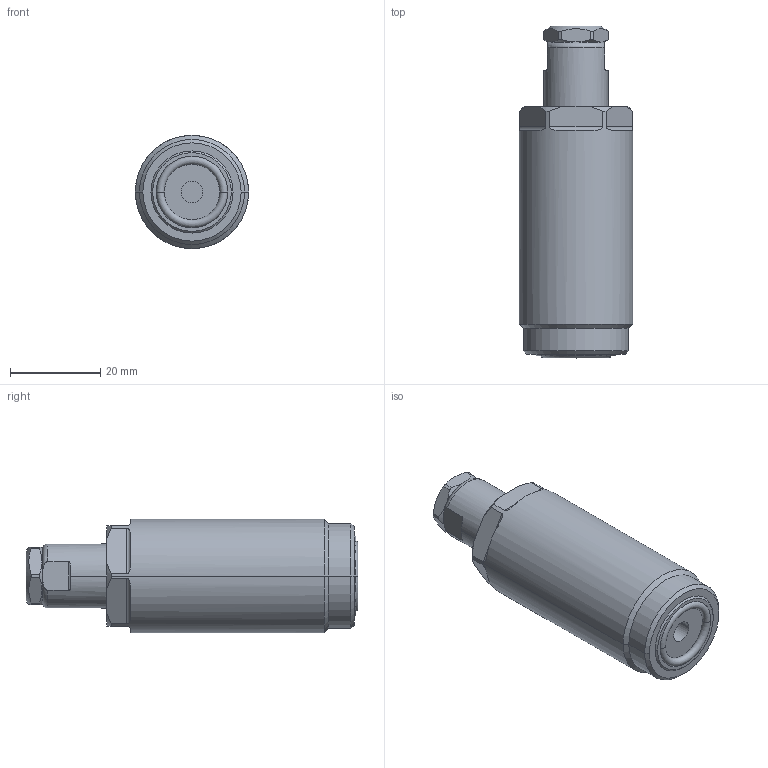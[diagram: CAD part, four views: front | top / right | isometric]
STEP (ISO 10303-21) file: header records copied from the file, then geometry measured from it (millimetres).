
FILE_DESCRIPTION((''),'2;1');
FILE_NAME('ILC10070616','2020-06-22T',('Asawyer'),(''),'PRO/ENGINEER BY PARAMETRIC TECHNOLOGY CORPORATION, 2013320','PRO/ENGINEER BY PARAMETRIC TECHNOLOGY CORPORATION, 2013320','');
FILE_SCHEMA(('CONFIG_CONTROL_DESIGN'));
Length unit declared in the file: inch
Products named in the file (1): ILC10070616
Bounding box: 25.15 x 73.74 x 25.15 mm (x, y, z)
Volume: 28773.5 mm3; surface area: 6687.2 mm2
Topology: 1 solids, 3 shells, 96 faces, 234 edges, 150 vertices
Faces by surface type: plane 34, cylinder 32, cone 24, torus 6
Entity records: 3218 total; most frequent: CARTESIAN_POINT 917, DIRECTION 482, ORIENTED_EDGE 464, EDGE_CURVE 234, AXIS2_PLACEMENT_3D 201, VERTEX_POINT 150, EDGE_LOOP 104, CIRCLE 104
